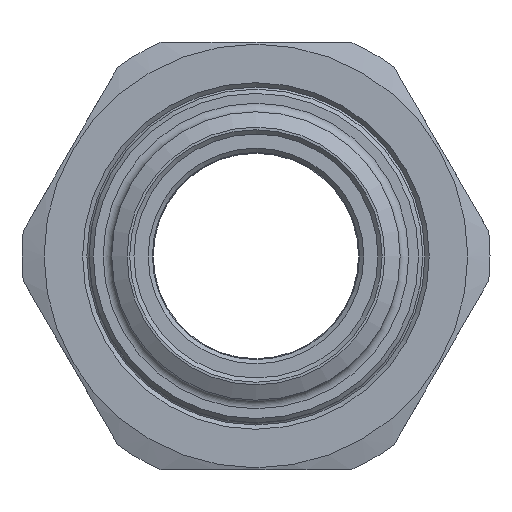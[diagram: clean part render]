
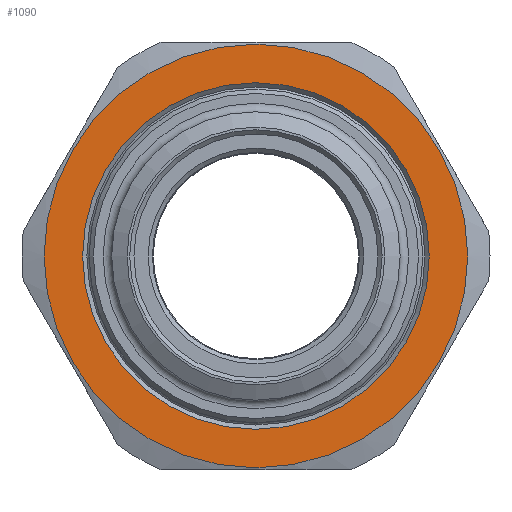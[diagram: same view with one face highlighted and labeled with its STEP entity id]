
A CAD part, left-side view. The second image highlights one B-rep face of the part: STEP entity #1090.
In plain terms, the highlighted planar face has unit normal (-1, 0, 0).
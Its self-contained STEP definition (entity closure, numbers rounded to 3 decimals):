
#46=FACE_BOUND('',#203,.T.);
#100=PLANE('',#1251);
#133=FACE_OUTER_BOUND('',#202,.T.);
#202=EDGE_LOOP('',(#817));
#203=EDGE_LOOP('',(#818));
#383=CIRCLE('',#1241,24.75);
#384=CIRCLE('',#1246,20.25);
#491=VERTEX_POINT('',#1885);
#492=VERTEX_POINT('',#1895);
#611=EDGE_CURVE('',#491,#491,#383,.T.);
#613=EDGE_CURVE('',#492,#492,#384,.T.);
#817=ORIENTED_EDGE('',*,*,#611,.T.);
#818=ORIENTED_EDGE('',*,*,#613,.F.);
#1090=ADVANCED_FACE('',(#133,#46),#100,.F.);
#1241=AXIS2_PLACEMENT_3D('',#1887,#1455,#1456);
#1246=AXIS2_PLACEMENT_3D('',#1896,#1465,#1466);
#1251=AXIS2_PLACEMENT_3D('',#1906,#1477,#1478);
#1455=DIRECTION('center_axis',(-1.,0.,0.));
#1456=DIRECTION('ref_axis',(0.,1.,0.));
#1465=DIRECTION('center_axis',(-1.,0.,0.));
#1466=DIRECTION('ref_axis',(0.,-1.,0.));
#1477=DIRECTION('center_axis',(1.,0.,0.));
#1478=DIRECTION('ref_axis',(0.,0.,-1.));
#1885=CARTESIAN_POINT('',(-18.5,-24.75,0.));
#1887=CARTESIAN_POINT('Origin',(-18.5,0.,0.));
#1895=CARTESIAN_POINT('',(-18.5,20.25,0.));
#1896=CARTESIAN_POINT('Origin',(-18.5,0.,0.));
#1906=CARTESIAN_POINT('Origin',(-18.5,0.,0.));
